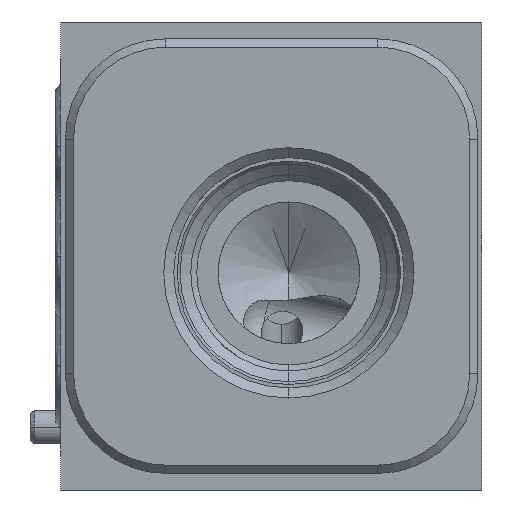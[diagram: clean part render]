
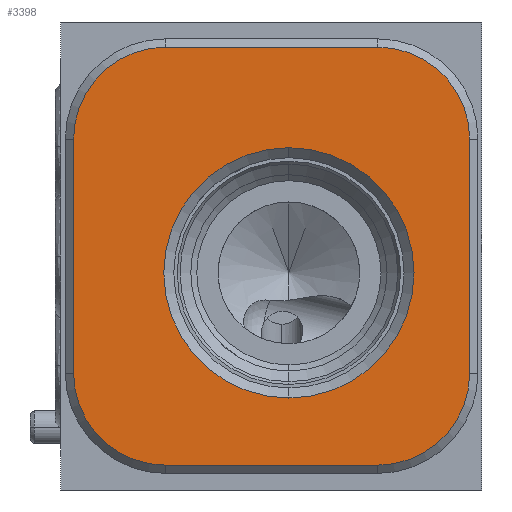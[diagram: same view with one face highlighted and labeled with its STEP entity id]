
A CAD part, left-side view. The second image highlights one B-rep face of the part: STEP entity #3398.
In plain terms, the highlighted planar face has unit normal (-1, 0, 0).
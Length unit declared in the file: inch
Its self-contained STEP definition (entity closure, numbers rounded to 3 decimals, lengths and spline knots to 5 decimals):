
#57=CARTESIAN_POINT('',(0.,-1.185,0.437));
#58=DIRECTION('',(1.,0.,0.));
#59=DIRECTION('',(0.,-1.,0.));
#60=AXIS2_PLACEMENT_3D('',#57,#58,#59);
#71=CARTESIAN_POINT('',(0.,-0.853,0.812));
#72=DIRECTION('',(1.,0.,0.));
#73=DIRECTION('',(0.,0.,-1.));
#74=AXIS2_PLACEMENT_3D('',#71,#72,#73);
#76=CARTESIAN_POINT('',(0.,-0.853,0.812));
#77=DIRECTION('',(1.,0.,0.));
#78=DIRECTION('',(0.,0.,1.));
#79=AXIS2_PLACEMENT_3D('',#76,#77,#78);
#2827=DIRECTION('',(0.,1.,0.));
#2828=VECTOR('',#2827,0.793);
#2829=CARTESIAN_POINT('',(0.,-1.185,0.093));
#2830=LINE('',#2829,#2828);
#2847=CARTESIAN_POINT('',(0.,-0.392,0.437));
#2848=DIRECTION('',(1.,0.,0.));
#2849=DIRECTION('',(0.,0.,-1.));
#2850=AXIS2_PLACEMENT_3D('',#2847,#2848,#2849);
#2865=DIRECTION('',(0.,0.,1.));
#2866=VECTOR('',#2865,0.875);
#2867=CARTESIAN_POINT('',(0.,-0.048,0.437));
#2868=LINE('',#2867,#2866);
#2881=CARTESIAN_POINT('',(0.,-0.392,1.312));
#2882=DIRECTION('',(1.,0.,0.));
#2883=DIRECTION('',(0.,1.,0.));
#2884=AXIS2_PLACEMENT_3D('',#2881,#2882,#2883);
#2895=DIRECTION('',(0.,-1.,0.));
#2896=VECTOR('',#2895,0.793);
#2897=CARTESIAN_POINT('',(0.,-0.392,1.656));
#2898=LINE('',#2897,#2896);
#2915=CARTESIAN_POINT('',(0.,-1.185,1.312));
#2916=DIRECTION('',(1.,0.,0.));
#2917=DIRECTION('',(0.,0.,1.));
#2918=AXIS2_PLACEMENT_3D('',#2915,#2916,#2917);
#2929=DIRECTION('',(0.,0.,-1.));
#2930=VECTOR('',#2929,0.875);
#2931=CARTESIAN_POINT('',(0.,-1.529,1.312));
#2932=LINE('',#2931,#2930);
#2989=CARTESIAN_POINT('',(0.,-0.853,0.344));
#2990=CARTESIAN_POINT('',(0.,-0.853,1.28));
#2991=VERTEX_POINT('',#2989);
#2992=VERTEX_POINT('',#2990);
#3033=CARTESIAN_POINT('',(0.,-0.048,0.437));
#3034=CARTESIAN_POINT('',(0.,-0.048,1.312));
#3035=VERTEX_POINT('',#3033);
#3036=VERTEX_POINT('',#3034);
#3041=CARTESIAN_POINT('',(0.,-0.392,1.656));
#3042=VERTEX_POINT('',#3041);
#3045=CARTESIAN_POINT('',(0.,-1.185,1.656));
#3046=VERTEX_POINT('',#3045);
#3049=CARTESIAN_POINT('',(0.,-1.529,1.312));
#3050=VERTEX_POINT('',#3049);
#3053=CARTESIAN_POINT('',(0.,-1.529,0.437));
#3054=VERTEX_POINT('',#3053);
#3057=CARTESIAN_POINT('',(0.,-1.185,0.093));
#3058=VERTEX_POINT('',#3057);
#3061=CARTESIAN_POINT('',(0.,-0.392,0.093));
#3062=VERTEX_POINT('',#3061);
#3370=CARTESIAN_POINT('',(0.,0.,0.));
#3371=DIRECTION('',(-1.,0.,0.));
#3372=DIRECTION('',(0.,-1.,0.));
#3373=AXIS2_PLACEMENT_3D('',#3370,#3371,#3372);
#3374=PLANE('',#3373);
#3375=ORIENTED_EDGE('',*,*,#3360,.T.);
#3377=ORIENTED_EDGE('',*,*,#3376,.T.);
#3379=ORIENTED_EDGE('',*,*,#3378,.T.);
#3381=ORIENTED_EDGE('',*,*,#3380,.T.);
#3383=ORIENTED_EDGE('',*,*,#3382,.T.);
#3385=ORIENTED_EDGE('',*,*,#3384,.T.);
#3387=ORIENTED_EDGE('',*,*,#3386,.T.);
#3389=ORIENTED_EDGE('',*,*,#3388,.T.);
#3390=EDGE_LOOP('',(#3375,#3377,#3379,#3381,#3383,#3385,#3387,#3389));
#3391=FACE_OUTER_BOUND('',#3390,.F.);
#3393=ORIENTED_EDGE('',*,*,#3392,.F.);
#3395=ORIENTED_EDGE('',*,*,#3394,.F.);
#3396=EDGE_LOOP('',(#3393,#3395));
#3397=FACE_BOUND('',#3396,.F.);
#3398=ADVANCED_FACE('',(#3391,#3397),#3374,.T.);
#61=CIRCLE('',#60,0.344);
#75=CIRCLE('',#74,0.468);
#80=CIRCLE('',#79,0.468);
#2851=CIRCLE('',#2850,0.344);
#2885=CIRCLE('',#2884,0.344);
#2919=CIRCLE('',#2918,0.344);
#3360=EDGE_CURVE('',#3054,#3058,#61,.T.);
#3376=EDGE_CURVE('',#3058,#3062,#2830,.T.);
#3378=EDGE_CURVE('',#3062,#3035,#2851,.T.);
#3380=EDGE_CURVE('',#3035,#3036,#2868,.T.);
#3382=EDGE_CURVE('',#3036,#3042,#2885,.T.);
#3384=EDGE_CURVE('',#3042,#3046,#2898,.T.);
#3386=EDGE_CURVE('',#3046,#3050,#2919,.T.);
#3388=EDGE_CURVE('',#3050,#3054,#2932,.T.);
#3392=EDGE_CURVE('',#2991,#2992,#75,.T.);
#3394=EDGE_CURVE('',#2992,#2991,#80,.T.);
